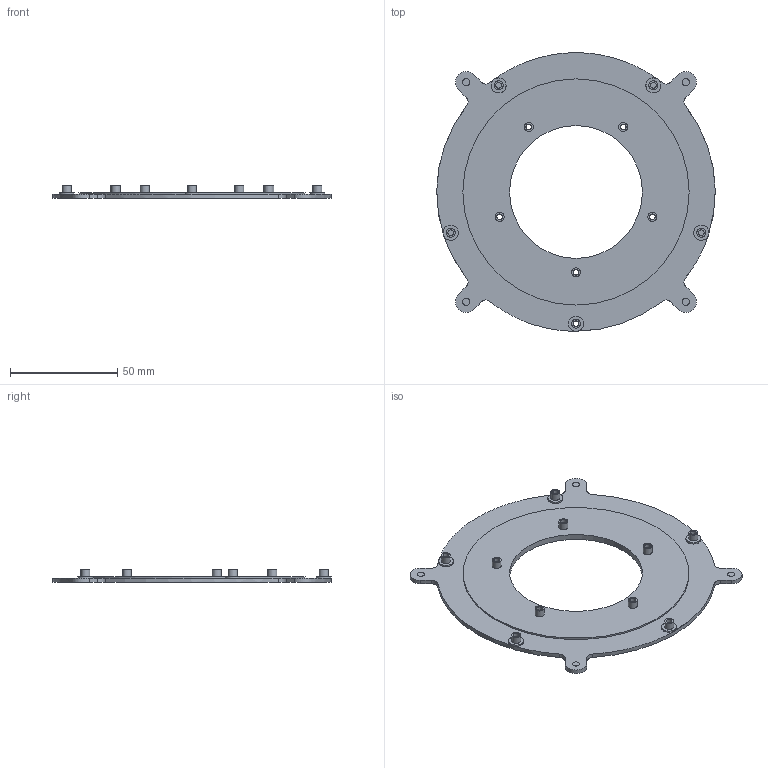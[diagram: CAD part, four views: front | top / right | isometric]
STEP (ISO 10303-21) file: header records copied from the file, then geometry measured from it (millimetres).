
FILE_DESCRIPTION(/* description */ ('STEP AP242','CAx-IF Rec.Pracs.---Representation and Presentation of Product Manufacturing Information (PMI)---4.0---2014-10-13','CAx-IF Rec.Pracs.---3D Tessellated Geometry---0.4---2014-09-14','2;1'),/* implementation_level */ '2;1');
FILE_NAME(/* name */ '642cf959d189e05afc8dbc15',/* time_stamp */ '2023-04-05T04:30:17+00:00',/* author */ (''),/* organization */ (''),/* preprocessor_version */ 'ST-DEVELOPER v18.102',/* originating_system */ ' ',/* authorisation */ ' ');
FILE_SCHEMA (('AP242_MANAGED_MODEL_BASED_3D_ENGINEERING_MIM_LF { 1 0 10303 442 1 1 4 }'));
Length unit declared in the file: metre
Products named in the file (1): Base
Bounding box: 130 x 130 x 6.05 mm (x, y, z)
Volume: 25951.5 mm3; surface area: 24139.8 mm2
Topology: 1 solids, 1 shells, 83 faces, 219 edges, 149 vertices
Faces by surface type: cylinder 47, plane 26, cone 10
Full cylindrical faces by diameter (mm): 2.65 x10, 3.4 x4, 4.2 x10, 7 x5, 62 x1, 105.6 x1
Entity records: 2250 total; most frequent: DIRECTION 426, CARTESIAN_POINT 353, ORIENTED_EDGE 298, AXIS2_PLACEMENT_3D 193, EDGE_LOOP 165, FACE_BOUND 165, EDGE_CURVE 149, VERTEX_POINT 120
